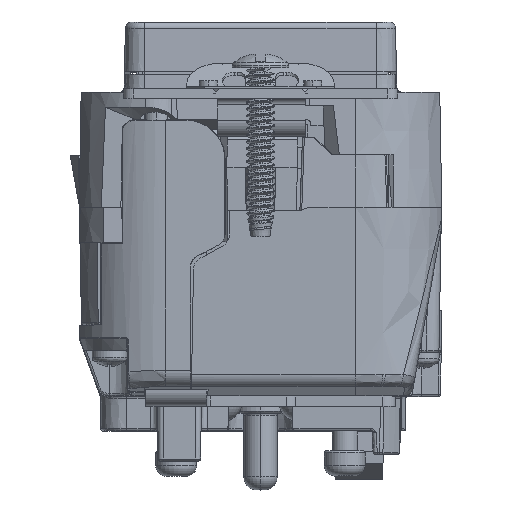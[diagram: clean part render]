
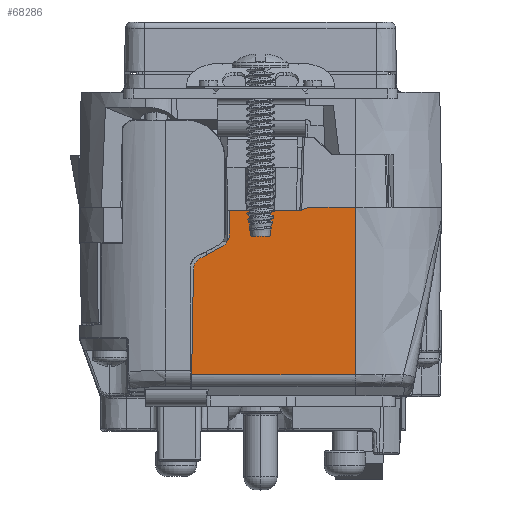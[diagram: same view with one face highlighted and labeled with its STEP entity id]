
A CAD part, top view. The second image highlights one B-rep face of the part: STEP entity #68286.
In plain terms, the highlighted planar face has unit normal (0, -0.018, 1).
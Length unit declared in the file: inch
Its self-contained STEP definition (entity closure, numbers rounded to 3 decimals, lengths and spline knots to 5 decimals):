
#161 = CARTESIAN_POINT ( 'NONE',  ( 1.311, 1.98843, 4.55907 ) ) ;
#4563 = CARTESIAN_POINT ( 'NONE',  ( 1.57117, 2.00158, 4.5593 ) ) ;
#10889 = CARTESIAN_POINT ( 'NONE',  ( 0.90699, 1.79637, 4.55572 ) ) ;
#11977 = AXIS2_PLACEMENT_3D ( 'NONE', #141847, #110170, #139236 ) ;
#12861 = CARTESIAN_POINT ( 'NONE',  ( 0.79732, 1.70625, 4.55415 ) ) ;
#13359 = DIRECTION ( 'NONE',  ( 0., -1., -0.017 ) ) ;
#16361 = VERTEX_POINT ( 'NONE', #52681 ) ;
#19369 = CARTESIAN_POINT ( 'NONE',  ( 1.57117, 2.00158, 4.5593 ) ) ;
#19982 = VECTOR ( 'NONE', #98815, 39.37008 ) ;
#20812 = CARTESIAN_POINT ( 'NONE',  ( 1.35302, 2.00372, 4.55934 ) ) ;
#23612 = CARTESIAN_POINT ( 'NONE',  ( 0.94129, 1.81908, 4.55612 ) ) ;
#25627 = EDGE_CURVE ( 'NONE', #150121, #185049, #175966, .T. ) ;
#26775 = CARTESIAN_POINT ( 'NONE',  ( 0.79774, 1.73037, 4.55457 ) ) ;
#27873 =( BOUNDED_CURVE ( )  B_SPLINE_CURVE ( 3, ( #58889, #65930, #10889, #147027 ),
 .UNSPECIFIED., .F., .T. ) 
 B_SPLINE_CURVE_WITH_KNOTS ( ( 4, 4 ),
 ( 3.55508, 3.72651 ),
 .UNSPECIFIED. ) 
 CURVE ( )  GEOMETRIC_REPRESENTATION_ITEM ( )  RATIONAL_B_SPLINE_CURVE ( ( 1., 0.998, 0.998, 1. ) ) 
 REPRESENTATION_ITEM ( '' )  );
#31518 =( BOUNDED_CURVE ( )  B_SPLINE_CURVE ( 3, ( #57194, #147032, #26775, #12861 ),
 .UNSPECIFIED., .F., .F. ) 
 B_SPLINE_CURVE_WITH_KNOTS ( ( 4, 4 ),
 ( 0.41348, 1.55334 ),
 .UNSPECIFIED. ) 
 CURVE ( )  GEOMETRIC_REPRESENTATION_ITEM ( )  RATIONAL_B_SPLINE_CURVE ( ( 1., 0.895, 0.895, 1. ) ) 
 REPRESENTATION_ITEM ( '' )  );
#32295 = ORIENTED_EDGE ( 'NONE', *, *, #52207, .F. ) ;
#34054 = LINE ( 'NONE', #4563, #69512 ) ;
#35526 = PLANE ( 'NONE',  #11977 ) ;
#38289 = ORIENTED_EDGE ( 'NONE', *, *, #87524, .T. ) ;
#38663 = CARTESIAN_POINT ( 'NONE',  ( 1.57018, 1.2021, 4.54535 ) ) ;
#40508 = VECTOR ( 'NONE', #161848, 39.37008 ) ;
#48344 = CARTESIAN_POINT ( 'NONE',  ( 1.311, 1.98843, 4.55907 ) ) ;
#48697 = ORIENTED_EDGE ( 'NONE', *, *, #85149, .T. ) ;
#50432 = CARTESIAN_POINT ( 'NONE',  ( 0.95844, 1.83043, 4.55632 ) ) ;
#52207 = EDGE_CURVE ( 'NONE', #169313, #82364, #27873, .T. ) ;
#52467 = ORIENTED_EDGE ( 'NONE', *, *, #107418, .T. ) ;
#52681 = CARTESIAN_POINT ( 'NONE',  ( 1.57017, 1.2021, 4.54535 ) ) ;
#57194 = CARTESIAN_POINT ( 'NONE',  ( 0.83321, 1.76014, 4.55509 ) ) ;
#57465 = ORIENTED_EDGE ( 'NONE', *, *, #132648, .T. ) ;
#57962 = CARTESIAN_POINT ( 'NONE',  ( 1.31071, 1.98658, 4.55904 ) ) ;
#58889 = CARTESIAN_POINT ( 'NONE',  ( 0.83321, 1.76014, 4.55509 ) ) ;
#60193 = LINE ( 'NONE', #195151, #145302 ) ;
#62933 = CARTESIAN_POINT ( 'NONE',  ( 1.31093, 1.98803, 4.55907 ) ) ;
#64890 = VERTEX_POINT ( 'NONE', #19369 ) ;
#65930 = CARTESIAN_POINT ( 'NONE',  ( 0.87088, 1.77667, 4.55538 ) ) ;
#67769 = CARTESIAN_POINT ( 'NONE',  ( 1.57017, 1.2021, 4.54535 ) ) ;
#68286 = ADVANCED_FACE ( 'NONE', ( #86173 ), #35526, .T. ) ;
#69512 = VECTOR ( 'NONE', #108451, 39.37008 ) ;
#70905 = EDGE_CURVE ( 'NONE', #76850, #16361, #191848, .T. ) ;
#72684 = EDGE_CURVE ( 'NONE', #153906, #76850, #185565, .T. ) ;
#76850 = VERTEX_POINT ( 'NONE', #148280 ) ;
#78501 = VERTEX_POINT ( 'NONE', #114131 ) ;
#82364 = VERTEX_POINT ( 'NONE', #23612 ) ;
#84290 = CARTESIAN_POINT ( 'NONE',  ( 0.78759, 1.14884, 4.54442 ) ) ;
#85149 = EDGE_CURVE ( 'NONE', #97078, #150121, #155208, .T. ) ;
#86173 = FACE_OUTER_BOUND ( 'NONE', #160476, .T. ) ;
#86338 = ORIENTED_EDGE ( 'NONE', *, *, #70905, .T. ) ;
#86577 = CARTESIAN_POINT ( 'NONE',  ( 1.57117, 1.2021, 4.54535 ) ) ;
#86652 = VECTOR ( 'NONE', #186711, 39.37008 ) ;
#87524 = EDGE_CURVE ( 'NONE', #184617, #82364, #144943, .T. ) ;
#92146 = ORIENTED_EDGE ( 'NONE', *, *, #72684, .T. ) ;
#97078 = VERTEX_POINT ( 'NONE', #146522 ) ;
#98722 = ORIENTED_EDGE ( 'NONE', *, *, #155404, .T. ) ;
#98815 = DIRECTION ( 'NONE',  ( -0.017, -1., -0.017 ) ) ;
#99698 = ORIENTED_EDGE ( 'NONE', *, *, #106856, .T. ) ;
#101804 = CARTESIAN_POINT ( 'NONE',  ( 0.96817, 1.86911, 4.55699 ) ) ;
#101817 = DIRECTION ( 'NONE',  ( -1., 0., 0. ) ) ;
#106856 = EDGE_CURVE ( 'NONE', #16361, #192243, #154466, .T. ) ;
#107418 = EDGE_CURVE ( 'NONE', #185049, #78501, #192708, .T. ) ;
#108451 = DIRECTION ( 'NONE',  ( -1., 0., 0. ) ) ;
#110170 = DIRECTION ( 'NONE',  ( 0., -0.017, 1. ) ) ;
#110738 = ORIENTED_EDGE ( 'NONE', *, *, #132389, .T. ) ;
#110804 = LINE ( 'NONE', #163136, #134454 ) ;
#112502 = CARTESIAN_POINT ( 'NONE',  ( 0.94129, 1.81908, 4.55612 ) ) ;
#114131 = CARTESIAN_POINT ( 'NONE',  ( 0.96817, 1.98658, 4.55904 ) ) ;
#115548 = DIRECTION ( 'NONE',  ( 0., 1., 0.017 ) ) ;
#132389 = EDGE_CURVE ( 'NONE', #78501, #184617, #60193, .T. ) ;
#132648 = EDGE_CURVE ( 'NONE', #64890, #97078, #34054, .T. ) ;
#134177 = CARTESIAN_POINT ( 'NONE',  ( 1.57117, 1.98658, 4.55904 ) ) ;
#134454 = VECTOR ( 'NONE', #115548, 39.37008 ) ;
#135247 = ORIENTED_EDGE ( 'NONE', *, *, #25627, .T. ) ;
#139236 = DIRECTION ( 'NONE',  ( 0., -1., -0.017 ) ) ;
#141847 = CARTESIAN_POINT ( 'NONE',  ( 1.57117, 2.00158, 4.5593 ) ) ;
#144329 = CARTESIAN_POINT ( 'NONE',  ( 1.57117, 1.2021, 4.54535 ) ) ;
#144943 =( BOUNDED_CURVE ( )  B_SPLINE_CURVE ( 3, ( #156743, #172690, #50432, #112502 ),
 .UNSPECIFIED., .F., .T. ) 
 B_SPLINE_CURVE_WITH_KNOTS ( ( 4, 4 ),
 ( 1.5708, 2.55667 ),
 .UNSPECIFIED. ) 
 CURVE ( )  GEOMETRIC_REPRESENTATION_ITEM ( )  RATIONAL_B_SPLINE_CURVE ( ( 1., 0.921, 0.921, 1. ) ) 
 REPRESENTATION_ITEM ( '' )  );
#145302 = VECTOR ( 'NONE', #13359, 39.37008 ) ;
#145622 = CARTESIAN_POINT ( 'NONE',  ( 1.57019, 1.2021, 4.54535 ) ) ;
#146522 = CARTESIAN_POINT ( 'NONE',  ( 1.34713, 2.00158, 4.5593 ) ) ;
#147027 = CARTESIAN_POINT ( 'NONE',  ( 0.94129, 1.81908, 4.55612 ) ) ;
#147032 = CARTESIAN_POINT ( 'NONE',  ( 0.81111, 1.75045, 4.55492 ) ) ;
#148280 = CARTESIAN_POINT ( 'NONE',  ( 0.78852, 1.2021, 4.54535 ) ) ;
#150121 = VERTEX_POINT ( 'NONE', #161 ) ;
#153308 = CARTESIAN_POINT ( 'NONE',  ( 1.57117, 1.2021, 4.54535 ) ) ;
#153906 = VERTEX_POINT ( 'NONE', #160994 ) ;
#154466 = B_SPLINE_CURVE_WITH_KNOTS ( 'NONE', 3,
 ( #67769, #174148, #38663, #145622, #160128, #176053, #144329 ),
 .UNSPECIFIED., .F., .F.,
 ( 4, 3, 4 ),
 ( 0., 0., 0.00003 ),
 .UNSPECIFIED. ) ;
#155208 = LINE ( 'NONE', #20812, #86652 ) ;
#155296 = CARTESIAN_POINT ( 'NONE',  ( 1.31077, 1.987, 4.55905 ) ) ;
#155404 = EDGE_CURVE ( 'NONE', #192243, #64890, #110804, .T. ) ;
#156743 = CARTESIAN_POINT ( 'NONE',  ( 0.96817, 1.86911, 4.55699 ) ) ;
#156941 = EDGE_CURVE ( 'NONE', #169313, #153906, #31518, .T. ) ;
#159443 = VECTOR ( 'NONE', #101817, 39.37008 ) ;
#160128 = CARTESIAN_POINT ( 'NONE',  ( 1.57051, 1.2021, 4.54535 ) ) ;
#160476 = EDGE_LOOP ( 'NONE', ( #92146, #86338, #99698, #98722, #57465, #48697, #135247, #52467, #110738, #38289, #32295, #194351 ) ) ;
#160994 = CARTESIAN_POINT ( 'NONE',  ( 0.79732, 1.70625, 4.55415 ) ) ;
#161848 = DIRECTION ( 'NONE',  ( 1., 0., 0. ) ) ;
#163136 = CARTESIAN_POINT ( 'NONE',  ( 1.57117, 2.00158, 4.5593 ) ) ;
#163974 = CARTESIAN_POINT ( 'NONE',  ( 0.83321, 1.76014, 4.55509 ) ) ;
#169313 = VERTEX_POINT ( 'NONE', #163974 ) ;
#169929 = CARTESIAN_POINT ( 'NONE',  ( 1.31071, 1.98658, 4.55904 ) ) ;
#172690 = CARTESIAN_POINT ( 'NONE',  ( 0.96817, 1.84855, 4.55663 ) ) ;
#174148 = CARTESIAN_POINT ( 'NONE',  ( 1.57017, 1.2021, 4.54535 ) ) ;
#175966 = B_SPLINE_CURVE_WITH_KNOTS ( 'NONE', 3,
 ( #48344, #62933, #155296, #169929 ),
 .UNSPECIFIED., .F., .F.,
 ( 4, 4 ),
 ( 0., 1. ),
 .UNSPECIFIED. ) ;
#176053 = CARTESIAN_POINT ( 'NONE',  ( 1.57084, 1.2021, 4.54535 ) ) ;
#184617 = VERTEX_POINT ( 'NONE', #101804 ) ;
#185049 = VERTEX_POINT ( 'NONE', #57962 ) ;
#185565 = LINE ( 'NONE', #84290, #19982 ) ;
#186711 = DIRECTION ( 'NONE',  ( -0.94, -0.342, -0.006 ) ) ;
#191848 = LINE ( 'NONE', #86577, #40508 ) ;
#192243 = VERTEX_POINT ( 'NONE', #153308 ) ;
#192708 = LINE ( 'NONE', #134177, #159443 ) ;
#194351 = ORIENTED_EDGE ( 'NONE', *, *, #156941, .T. ) ;
#195151 = CARTESIAN_POINT ( 'NONE',  ( 0.96817, 2.00158, 4.5593 ) ) ;
